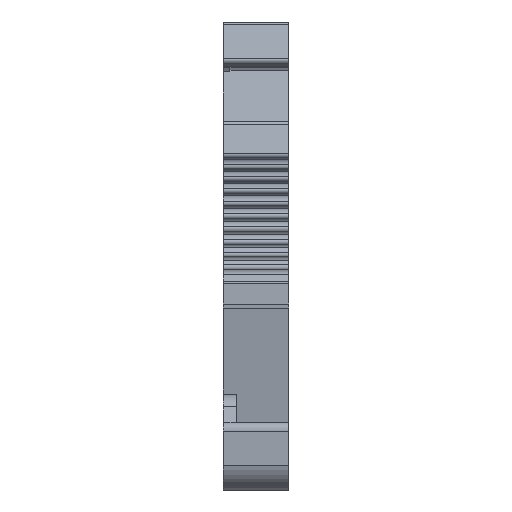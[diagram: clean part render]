
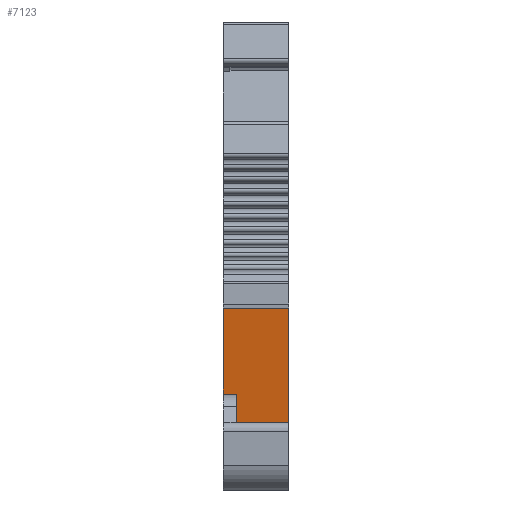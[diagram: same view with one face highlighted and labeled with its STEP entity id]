
A CAD part, left-side view. The second image highlights one B-rep face of the part: STEP entity #7123.
In plain terms, the highlighted planar face has unit normal (-0.986, 0, -0.168).
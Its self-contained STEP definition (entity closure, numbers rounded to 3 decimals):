
#337=LINE('',#10491,#1027);
#767=LINE('',#12358,#1457);
#814=LINE('',#12463,#1504);
#821=LINE('',#12480,#1511);
#822=LINE('',#12484,#1512);
#823=LINE('',#12486,#1513);
#1027=VECTOR('',#8312,1000.);
#1457=VECTOR('',#9518,1000.);
#1504=VECTOR('',#9647,1000.);
#1511=VECTOR('',#9666,1000.);
#1512=VECTOR('',#9671,1000.);
#1513=VECTOR('',#9672,1000.);
#3188=ORIENTED_EDGE('',*,*,#4003,.F.);
#3189=ORIENTED_EDGE('',*,*,#4772,.F.);
#3190=ORIENTED_EDGE('',*,*,#4773,.T.);
#3191=ORIENTED_EDGE('',*,*,#4770,.T.);
#3192=ORIENTED_EDGE('',*,*,#4711,.F.);
#3193=ORIENTED_EDGE('',*,*,#4761,.F.);
#4003=EDGE_CURVE('',#5088,#5089,#337,.T.);
#4711=EDGE_CURVE('',#5598,#5599,#767,.T.);
#4761=EDGE_CURVE('',#5089,#5598,#814,.T.);
#4770=EDGE_CURVE('',#5620,#5599,#821,.T.);
#4772=EDGE_CURVE('',#5621,#5088,#822,.T.);
#4773=EDGE_CURVE('',#5621,#5620,#823,.T.);
#5088=VERTEX_POINT('',#10490);
#5089=VERTEX_POINT('',#10492);
#5598=VERTEX_POINT('',#12357);
#5599=VERTEX_POINT('',#12359);
#5620=VERTEX_POINT('',#12481);
#5621=VERTEX_POINT('',#12485);
#6208=EDGE_LOOP('',(#3188,#3189,#3190,#3191,#3192,#3193));
#6574=FACE_BOUND('',#6208,.T.);
#6851=PLANE('',#7829);
#7123=ADVANCED_FACE('',(#6574),#6851,.F.);
#7829=AXIS2_PLACEMENT_3D('',#12483,#9669,#9670);
#8312=DIRECTION('',(-0.168,0.,0.986));
#9518=DIRECTION('',(0.168,0.,-0.986));
#9647=DIRECTION('',(0.,-1.,0.));
#9666=DIRECTION('',(0.,-1.,0.));
#9669=DIRECTION('',(0.986,0.,0.168));
#9670=DIRECTION('',(0.168,0.,-0.986));
#9671=DIRECTION('',(0.,1.,0.));
#9672=DIRECTION('',(0.168,0.,-0.986));
#10490=CARTESIAN_POINT('',(-22.249,2.85,-10.318));
#10491=CARTESIAN_POINT('',(-23.33,2.85,-3.975));
#10492=CARTESIAN_POINT('',(-23.372,2.85,-3.73));
#12357=CARTESIAN_POINT('',(-23.372,-2.15,-3.73));
#12358=CARTESIAN_POINT('',(-23.372,-2.15,-3.73));
#12359=CARTESIAN_POINT('',(-21.444,-2.15,-15.045));
#12463=CARTESIAN_POINT('',(-23.372,68.429,-3.73));
#12480=CARTESIAN_POINT('',(-21.444,68.429,-15.045));
#12481=CARTESIAN_POINT('',(-21.444,1.85,-15.045));
#12483=CARTESIAN_POINT('',(-23.372,68.429,-3.73));
#12484=CARTESIAN_POINT('',(-22.249,1.85,-10.318));
#12485=CARTESIAN_POINT('',(-22.249,1.85,-10.318));
#12486=CARTESIAN_POINT('',(-22.249,1.85,-10.318));
